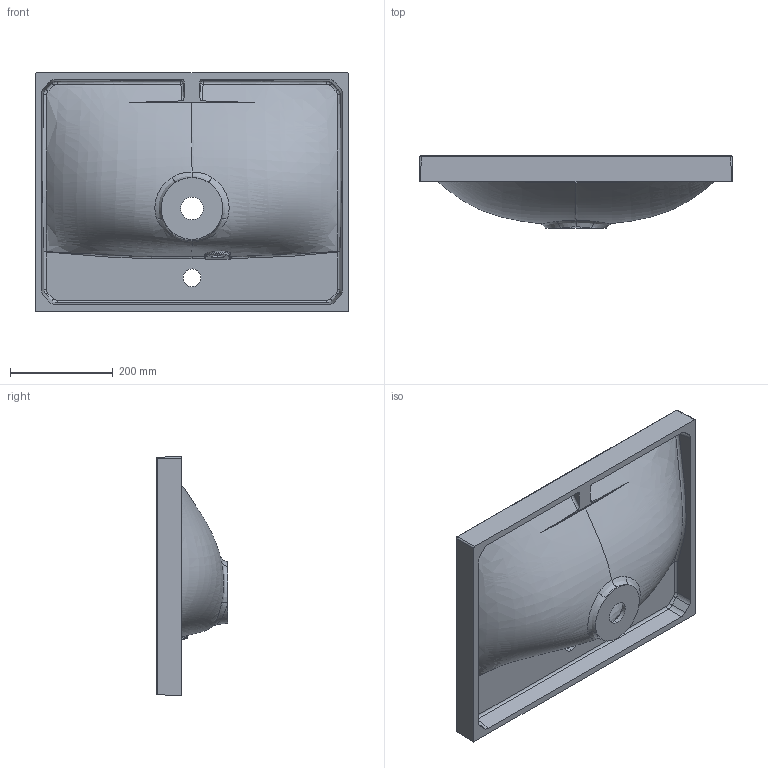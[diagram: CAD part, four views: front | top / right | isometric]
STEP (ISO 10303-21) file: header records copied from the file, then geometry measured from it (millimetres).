
FILE_DESCRIPTION (( 'STEP AP203' ), '1' );
FILE_NAME ('6229030611.step', '2020-12-18T12:30:00', ( 'admin' ), ( '' ), 'SwSTEP 2.0', 'SolidWorks 2019', '' );
FILE_SCHEMA (( 'CONFIG_CONTROL_DESIGN' ));
Products named in the file (1): 6229030611
Bounding box: 610 x 140 x 464 mm (x, y, z)
Volume: 5523676.7 mm3; surface area: 823137.6 mm2
Topology: 1 solids, 1 shells, 113 faces, 275 edges, 162 vertices
Faces by surface type: bspline 47, cylinder 29, plane 26, cone 6, sphere 4, torus 1
Entity records: 88976 total; most frequent: CARTESIAN_POINT 86697, ORIENTED_EDGE 544, DIRECTION 345, EDGE_CURVE 272, VERTEX_POINT 162, AXIS2_PLACEMENT_3D 133, EDGE_LOOP 120, FACE_OUTER_BOUND 113
